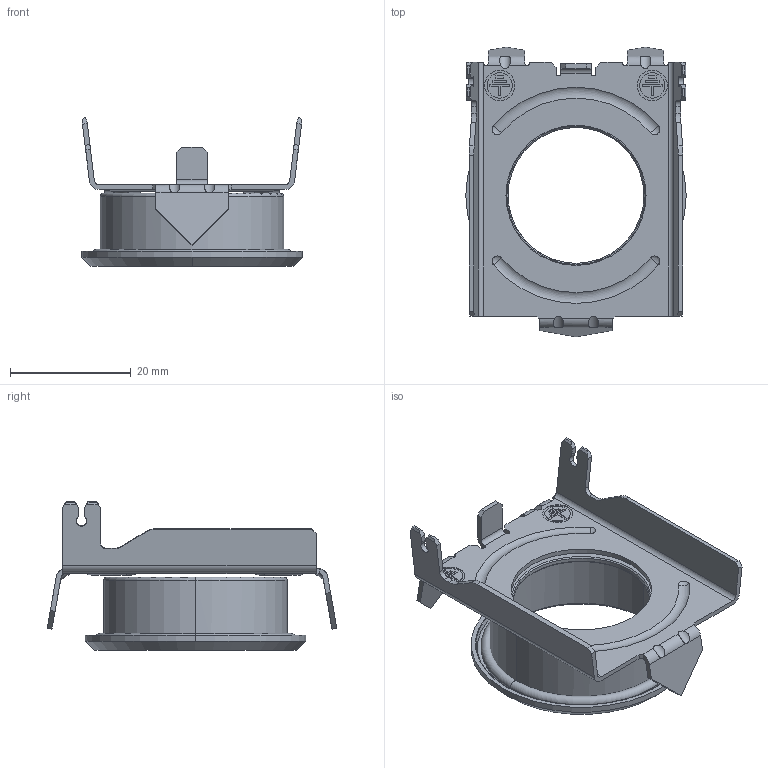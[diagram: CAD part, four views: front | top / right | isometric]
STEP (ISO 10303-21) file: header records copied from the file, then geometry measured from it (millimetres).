
FILE_DESCRIPTION(('STEP AP242'),'1');
FILE_NAME('zb4bz022.stp','2020-08-27T08:20:14',('TraceParts'),('TraceParts S.A.'),'Spatial InterOp 3D',' ',' ');
FILE_SCHEMA(('AP242_MANAGED_MODEL_BASED_3D_ENGINEERING_MIM_LF {1 0 10303 442 1 1 4}'));
Length unit declared in the file: millimetre
Products named in the file (1): zb4bz022_1
Bounding box: 36.5 x 47.96 x 24.58 mm (x, y, z)
Volume: 3051.7 mm3; surface area: 7960.2 mm2
Topology: 3 solids, 3 shells, 242 faces, 657 edges, 420 vertices
Faces by surface type: plane 128, cylinder 66, torus 20, sphere 16, cone 8, bspline 4
Entity records: 9846 total; most frequent: CARTESIAN_POINT 1762, ORIENTED_EDGE 1282, DIRECTION 1281, EDGE_CURVE 641, AXIS2_PLACEMENT_3D 443, VERTEX_POINT 420, LINE 395, VECTOR 395
